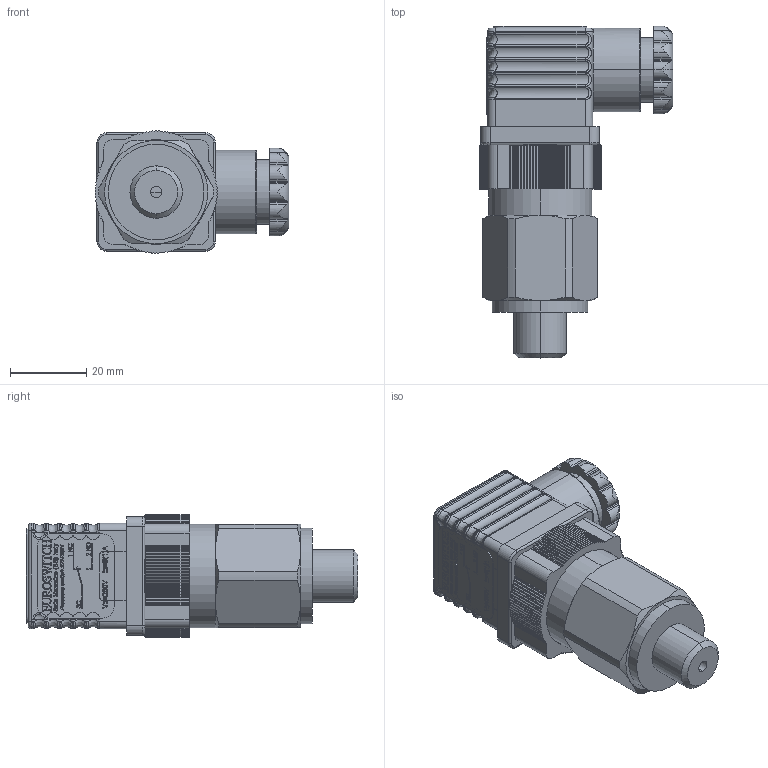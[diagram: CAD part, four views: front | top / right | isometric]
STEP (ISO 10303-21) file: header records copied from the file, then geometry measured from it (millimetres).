
FILE_DESCRIPTION (( 'STEP AP214' ), '1' );
FILE_NAME ('27N20662.STEP', '2020-02-07T15:55:29', ( '' ), ( '' ), 'SwSTEP 2.0', 'SolidWorks 2019', '' );
FILE_SCHEMA (( 'AUTOMOTIVE_DESIGN' ));
Length unit declared in the file: millimetre
Products named in the file (15): 3012151; 3900005; 3004048; DDA008O006; CNN003C019; ads022W001; 3003159_cianfrinato; 3009020; 3008151; 3001005; MCR063S001; 3025751_CON-OR; 27N20662; GRN023N001; 3004153
Assembly tree (14 placements, depth 3):
  27N20662
    3003159_cianfrinato
    3009020
    3012151
    3001005
    MCR063S001
    3004048
    GRN023N001
    3004153
    3008151
    3900005
      CNN003C019
      DDA008O006
      ads022W001
      3025751_CON-OR
Bounding box: 50.75 x 86.85 x 32 mm (x, y, z)
Volume: 54997.2 mm3; surface area: 30327.4 mm2
Topology: 13 solids, 13 shells, 2740 faces, 7286 edges, 4762 vertices
Faces by surface type: plane 1478, bspline 689, cylinder 414, torus 81, cone 60, sphere 18
Entity records: 138088 total; most frequent: CARTESIAN_POINT 61593, ORIENTED_EDGE 14552, DIRECTION 10947, EDGE_CURVE 7276, VERTEX_POINT 4762, VECTOR 4675, LINE 4675, AXIS2_PLACEMENT_3D 3136
